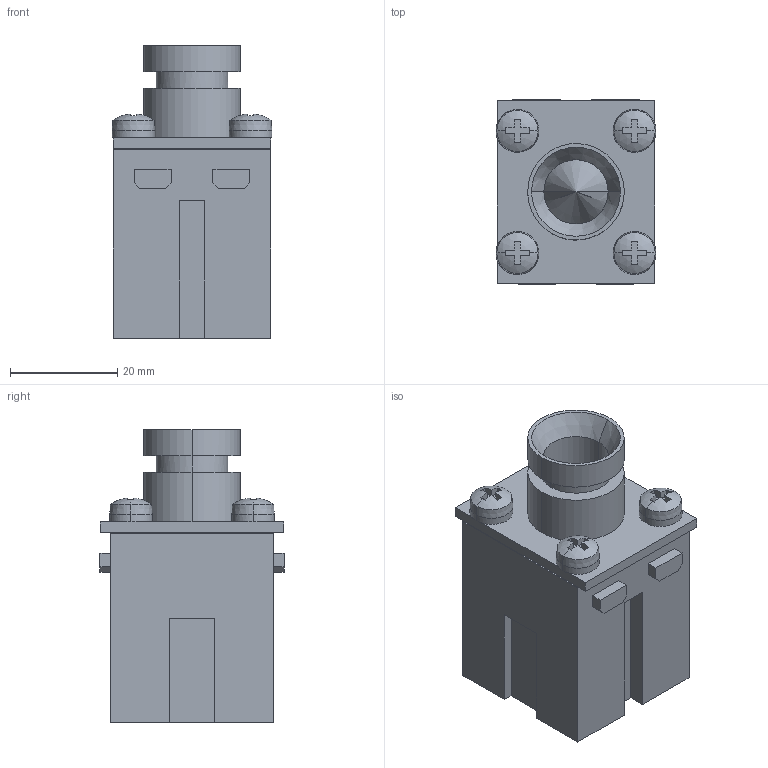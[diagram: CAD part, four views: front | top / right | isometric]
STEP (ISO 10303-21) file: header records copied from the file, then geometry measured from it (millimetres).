
FILE_DESCRIPTION(('CATIA V5 STEP Exchange','CAx-IF Rec.Pracs.--- Model Styling and Organization---1.4--- 2014-01-23'),'2;1');
FILE_NAME ('1255363-1_1', '2021-01-27T06:30:01+00:00', ('none'), ('Weidmueller'), 'CATIA Version 5-6 Release 2016 SP3 HF44', 'CATIA V5 STEP AP214', 'none');
FILE_SCHEMA(('AUTOMOTIVE_DESIGN { 1 0 10303 214 1 1 1 1 }'));
Length unit declared in the file: millimetre
Products named in the file (1): 2748260000
Bounding box: 29.85 x 34.4 x 54.6 mm (x, y, z)
Volume: 23684.8 mm3; surface area: 14997.5 mm2
Topology: 3 solids, 3 shells, 212 faces, 540 edges, 348 vertices
Faces by surface type: plane 150, cylinder 34, cone 18, sphere 8, torus 2
Entity records: 6759 total; most frequent: CARTESIAN_POINT 1896, ORIENTED_EDGE 1072, DIRECTION 827, EDGE_CURVE 536, VECTOR 372, LINE 372, VERTEX_POINT 348, AXIS2_PLACEMENT_3D 274
